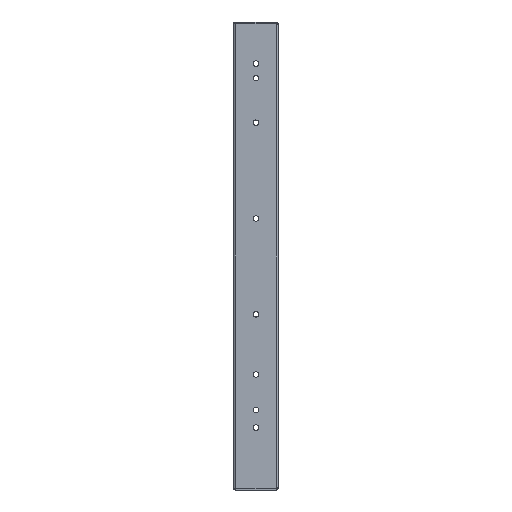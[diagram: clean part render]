
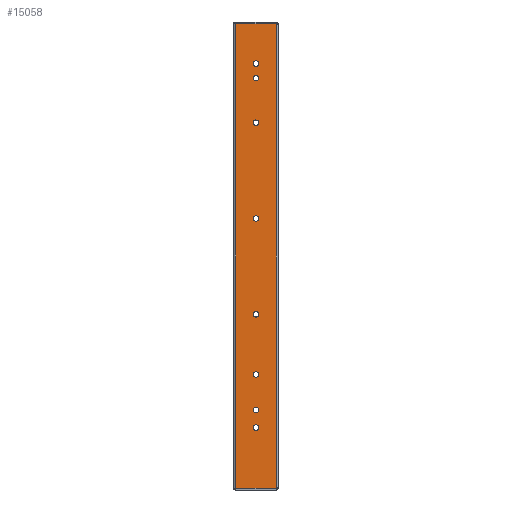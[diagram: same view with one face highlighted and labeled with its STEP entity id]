
A CAD part, left-side view. The second image highlights one B-rep face of the part: STEP entity #15058.
In plain terms, the highlighted planar face has unit normal (-1, 0, 0).
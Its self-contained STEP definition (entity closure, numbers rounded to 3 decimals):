
#2843=CARTESIAN_POINT('',(-214.,-19.456,223.4));
#2854=CARTESIAN_POINT('',(-214.,-19.456,-223.4));
#2861=DIRECTION('',(0.,1.,0.));
#2862=VECTOR('',#2861,38.913);
#2863=CARTESIAN_POINT('',(-214.,-19.456,223.4));
#2864=LINE('',#2863,#2862);
#2865=DIRECTION('',(0.,0.,-1.));
#2866=VECTOR('',#2865,446.8);
#2867=CARTESIAN_POINT('',(-214.,-19.456,223.4));
#2868=LINE('',#2867,#2866);
#2869=DIRECTION('',(0.,1.,0.));
#2870=VECTOR('',#2869,38.913);
#2871=CARTESIAN_POINT('',(-214.,-19.456,-223.4));
#2872=LINE('',#2871,#2870);
#2873=CARTESIAN_POINT('',(-214.,0.,185.));
#2874=DIRECTION('',(1.,0.,0.));
#2875=DIRECTION('',(0.,0.,1.));
#2876=AXIS2_PLACEMENT_3D('',#2873,#2874,#2875);
#2878=CARTESIAN_POINT('',(-214.,0.,185.));
#2879=DIRECTION('',(1.,0.,0.));
#2880=DIRECTION('',(0.,0.,-1.));
#2881=AXIS2_PLACEMENT_3D('',#2878,#2879,#2880);
#2883=CARTESIAN_POINT('',(-214.,0.,171.));
#2884=DIRECTION('',(1.,0.,0.));
#2885=DIRECTION('',(0.,0.,1.));
#2886=AXIS2_PLACEMENT_3D('',#2883,#2884,#2885);
#2888=CARTESIAN_POINT('',(-214.,0.,171.));
#2889=DIRECTION('',(1.,0.,0.));
#2890=DIRECTION('',(0.,0.,-1.));
#2891=AXIS2_PLACEMENT_3D('',#2888,#2889,#2890);
#2893=CARTESIAN_POINT('',(-214.,0.,-114.));
#2894=DIRECTION('',(1.,0.,0.));
#2895=DIRECTION('',(0.,0.,1.));
#2896=AXIS2_PLACEMENT_3D('',#2893,#2894,#2895);
#2898=CARTESIAN_POINT('',(-214.,0.,-114.));
#2899=DIRECTION('',(1.,0.,0.));
#2900=DIRECTION('',(0.,0.,-1.));
#2901=AXIS2_PLACEMENT_3D('',#2898,#2899,#2900);
#2903=CARTESIAN_POINT('',(-214.,0.,-165.));
#2904=DIRECTION('',(1.,0.,0.));
#2905=DIRECTION('',(0.,0.,1.));
#2906=AXIS2_PLACEMENT_3D('',#2903,#2904,#2905);
#2908=CARTESIAN_POINT('',(-214.,0.,-165.));
#2909=DIRECTION('',(1.,0.,0.));
#2910=DIRECTION('',(0.,0.,-1.));
#2911=AXIS2_PLACEMENT_3D('',#2908,#2909,#2910);
#2913=CARTESIAN_POINT('',(-214.,0.,128.1));
#2914=DIRECTION('',(1.,0.,0.));
#2915=DIRECTION('',(0.,0.,1.));
#2916=AXIS2_PLACEMENT_3D('',#2913,#2914,#2915);
#2918=CARTESIAN_POINT('',(-214.,0.,128.1));
#2919=DIRECTION('',(1.,0.,0.));
#2920=DIRECTION('',(0.,0.,-1.));
#2921=AXIS2_PLACEMENT_3D('',#2918,#2919,#2920);
#2923=CARTESIAN_POINT('',(-214.,0.,-56.1));
#2924=DIRECTION('',(1.,0.,0.));
#2925=DIRECTION('',(0.,0.,1.));
#2926=AXIS2_PLACEMENT_3D('',#2923,#2924,#2925);
#2928=CARTESIAN_POINT('',(-214.,0.,-56.1));
#2929=DIRECTION('',(1.,0.,0.));
#2930=DIRECTION('',(0.,0.,-1.));
#2931=AXIS2_PLACEMENT_3D('',#2928,#2929,#2930);
#2933=CARTESIAN_POINT('',(-214.,0.,-148.2));
#2934=DIRECTION('',(1.,0.,0.));
#2935=DIRECTION('',(0.,0.,1.));
#2936=AXIS2_PLACEMENT_3D('',#2933,#2934,#2935);
#2938=CARTESIAN_POINT('',(-214.,0.,-148.2));
#2939=DIRECTION('',(1.,0.,0.));
#2940=DIRECTION('',(0.,0.,-1.));
#2941=AXIS2_PLACEMENT_3D('',#2938,#2939,#2940);
#2943=CARTESIAN_POINT('',(-214.,0.,36.));
#2944=DIRECTION('',(1.,0.,0.));
#2945=DIRECTION('',(0.,0.,1.));
#2946=AXIS2_PLACEMENT_3D('',#2943,#2944,#2945);
#2948=CARTESIAN_POINT('',(-214.,0.,36.));
#2949=DIRECTION('',(1.,0.,0.));
#2950=DIRECTION('',(0.,0.,-1.));
#2951=AXIS2_PLACEMENT_3D('',#2948,#2949,#2950);
#2962=DIRECTION('',(0.,0.,-1.));
#2963=VECTOR('',#2962,446.8);
#2964=CARTESIAN_POINT('',(-214.,19.456,223.4));
#2965=LINE('',#2964,#2963);
#9199=VERTEX_POINT('',#2854);
#9212=VERTEX_POINT('',#2843);
#9255=CARTESIAN_POINT('',(-214.,19.456,223.4));
#9256=CARTESIAN_POINT('',(-214.,19.456,-223.4));
#9257=VERTEX_POINT('',#9255);
#9258=VERTEX_POINT('',#9256);
#9563=CARTESIAN_POINT('',(-214.,0.,130.8));
#9564=CARTESIAN_POINT('',(-214.,0.,125.4));
#9565=VERTEX_POINT('',#9563);
#9566=VERTEX_POINT('',#9564);
#11783=CARTESIAN_POINT('',(-214.,0.,187.7));
#11784=CARTESIAN_POINT('',(-214.,0.,182.3));
#11785=VERTEX_POINT('',#11783);
#11786=VERTEX_POINT('',#11784);
#11787=CARTESIAN_POINT('',(-214.,0.,173.7));
#11788=CARTESIAN_POINT('',(-214.,0.,168.3));
#11789=VERTEX_POINT('',#11787);
#11790=VERTEX_POINT('',#11788);
#11791=CARTESIAN_POINT('',(-214.,0.,-111.3));
#11792=CARTESIAN_POINT('',(-214.,0.,-116.7));
#11793=VERTEX_POINT('',#11791);
#11794=VERTEX_POINT('',#11792);
#11795=CARTESIAN_POINT('',(-214.,0.,-162.3));
#11796=CARTESIAN_POINT('',(-214.,0.,-167.7));
#11797=VERTEX_POINT('',#11795);
#11798=VERTEX_POINT('',#11796);
#11835=CARTESIAN_POINT('',(-214.,0.,-53.4));
#11836=CARTESIAN_POINT('',(-214.,0.,-58.8));
#11837=VERTEX_POINT('',#11835);
#11838=VERTEX_POINT('',#11836);
#11851=CARTESIAN_POINT('',(-214.,0.,-145.5));
#11852=CARTESIAN_POINT('',(-214.,0.,-150.9));
#11853=VERTEX_POINT('',#11851);
#11854=VERTEX_POINT('',#11852);
#11867=CARTESIAN_POINT('',(-214.,0.,38.7));
#11868=CARTESIAN_POINT('',(-214.,0.,33.3));
#11869=VERTEX_POINT('',#11867);
#11870=VERTEX_POINT('',#11868);
#14996=CARTESIAN_POINT('',(-214.,-19.456,-222.612));
#14997=DIRECTION('',(1.,0.,0.));
#14998=DIRECTION('',(0.,1.,0.));
#14999=AXIS2_PLACEMENT_3D('',#14996,#14997,#14998);
#15000=PLANE('',#14999);
#15002=ORIENTED_EDGE('',*,*,#15001,.F.);
#15004=ORIENTED_EDGE('',*,*,#15003,.F.);
#15005=ORIENTED_EDGE('',*,*,#14988,.T.);
#15007=ORIENTED_EDGE('',*,*,#15006,.T.);
#15008=EDGE_LOOP('',(#15002,#15004,#15005,#15007));
#15009=FACE_OUTER_BOUND('',#15008,.F.);
#15011=ORIENTED_EDGE('',*,*,#15010,.F.);
#15013=ORIENTED_EDGE('',*,*,#15012,.F.);
#15014=EDGE_LOOP('',(#15011,#15013));
#15015=FACE_BOUND('',#15014,.F.);
#15017=ORIENTED_EDGE('',*,*,#15016,.F.);
#15019=ORIENTED_EDGE('',*,*,#15018,.F.);
#15020=EDGE_LOOP('',(#15017,#15019));
#15021=FACE_BOUND('',#15020,.F.);
#15023=ORIENTED_EDGE('',*,*,#15022,.F.);
#15025=ORIENTED_EDGE('',*,*,#15024,.F.);
#15026=EDGE_LOOP('',(#15023,#15025));
#15027=FACE_BOUND('',#15026,.F.);
#15029=ORIENTED_EDGE('',*,*,#15028,.F.);
#15031=ORIENTED_EDGE('',*,*,#15030,.F.);
#15032=EDGE_LOOP('',(#15029,#15031));
#15033=FACE_BOUND('',#15032,.F.);
#15035=ORIENTED_EDGE('',*,*,#15034,.F.);
#15037=ORIENTED_EDGE('',*,*,#15036,.F.);
#15038=EDGE_LOOP('',(#15035,#15037));
#15039=FACE_BOUND('',#15038,.F.);
#15041=ORIENTED_EDGE('',*,*,#15040,.F.);
#15043=ORIENTED_EDGE('',*,*,#15042,.F.);
#15044=EDGE_LOOP('',(#15041,#15043));
#15045=FACE_BOUND('',#15044,.F.);
#15047=ORIENTED_EDGE('',*,*,#15046,.F.);
#15049=ORIENTED_EDGE('',*,*,#15048,.F.);
#15050=EDGE_LOOP('',(#15047,#15049));
#15051=FACE_BOUND('',#15050,.F.);
#15053=ORIENTED_EDGE('',*,*,#15052,.F.);
#15055=ORIENTED_EDGE('',*,*,#15054,.F.);
#15056=EDGE_LOOP('',(#15053,#15055));
#15057=FACE_BOUND('',#15056,.F.);
#15058=ADVANCED_FACE('',(#15009,#15015,#15021,#15027,#15033,#15039,#15045,
#15051,#15057),#15000,.F.);
#2877=CIRCLE('',#2876,2.7);
#2882=CIRCLE('',#2881,2.7);
#2887=CIRCLE('',#2886,2.7);
#2892=CIRCLE('',#2891,2.7);
#2897=CIRCLE('',#2896,2.7);
#2902=CIRCLE('',#2901,2.7);
#2907=CIRCLE('',#2906,2.7);
#2912=CIRCLE('',#2911,2.7);
#2917=CIRCLE('',#2916,2.7);
#2922=CIRCLE('',#2921,2.7);
#2927=CIRCLE('',#2926,2.7);
#2932=CIRCLE('',#2931,2.7);
#2937=CIRCLE('',#2936,2.7);
#2942=CIRCLE('',#2941,2.7);
#2947=CIRCLE('',#2946,2.7);
#2952=CIRCLE('',#2951,2.7);
#14988=EDGE_CURVE('',#9212,#9199,#2868,.T.);
#15001=EDGE_CURVE('',#9257,#9258,#2965,.T.);
#15003=EDGE_CURVE('',#9212,#9257,#2864,.T.);
#15006=EDGE_CURVE('',#9199,#9258,#2872,.T.);
#15010=EDGE_CURVE('',#11785,#11786,#2877,.T.);
#15012=EDGE_CURVE('',#11786,#11785,#2882,.T.);
#15016=EDGE_CURVE('',#11789,#11790,#2887,.T.);
#15018=EDGE_CURVE('',#11790,#11789,#2892,.T.);
#15022=EDGE_CURVE('',#11793,#11794,#2897,.T.);
#15024=EDGE_CURVE('',#11794,#11793,#2902,.T.);
#15028=EDGE_CURVE('',#11797,#11798,#2907,.T.);
#15030=EDGE_CURVE('',#11798,#11797,#2912,.T.);
#15034=EDGE_CURVE('',#9565,#9566,#2917,.T.);
#15036=EDGE_CURVE('',#9566,#9565,#2922,.T.);
#15040=EDGE_CURVE('',#11837,#11838,#2927,.T.);
#15042=EDGE_CURVE('',#11838,#11837,#2932,.T.);
#15046=EDGE_CURVE('',#11853,#11854,#2937,.T.);
#15048=EDGE_CURVE('',#11854,#11853,#2942,.T.);
#15052=EDGE_CURVE('',#11869,#11870,#2947,.T.);
#15054=EDGE_CURVE('',#11870,#11869,#2952,.T.);
